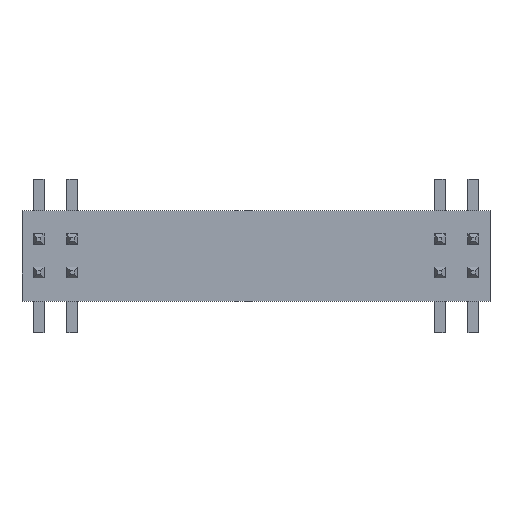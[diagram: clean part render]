
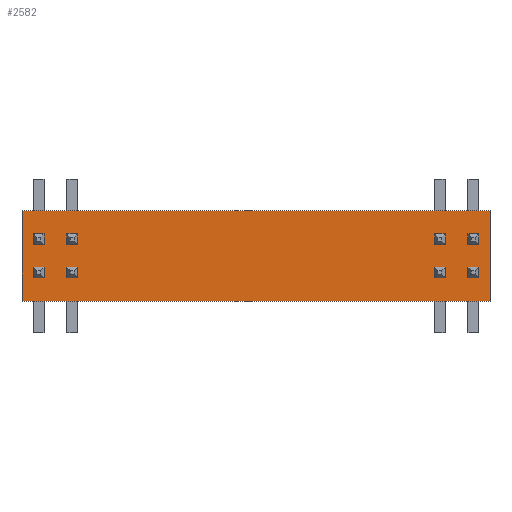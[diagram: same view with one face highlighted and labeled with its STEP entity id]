
A CAD part, top view. The second image highlights one B-rep face of the part: STEP entity #2582.
In plain terms, the highlighted planar face has unit normal (0, 0, 1).
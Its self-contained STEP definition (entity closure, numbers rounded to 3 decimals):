
#82=FACE_OUTER_BOUND($,#234,.T.);
#234=EDGE_LOOP($,(#1690,#1691,#1692,#1693));
#389=LINE($,#3679,#725);
#391=LINE($,#3683,#727);
#392=LINE($,#3685,#728);
#393=LINE($,#3686,#729);
#725=VECTOR($,#2950,17.78);
#727=VECTOR($,#2954,3.429);
#728=VECTOR($,#2955,17.78);
#729=VECTOR($,#2956,3.429);
#1062=VERTEX_POINT($,#3676);
#1063=VERTEX_POINT($,#3678);
#1064=VERTEX_POINT($,#3682);
#1065=VERTEX_POINT($,#3684);
#1307=EDGE_CURVE($,#1063,#1062,#389,.T.);
#1309=EDGE_CURVE($,#1062,#1064,#391,.T.);
#1310=EDGE_CURVE($,#1064,#1065,#392,.T.);
#1311=EDGE_CURVE($,#1065,#1063,#393,.T.);
#1690=ORIENTED_EDGE($,*,*,#1309,.T.);
#1691=ORIENTED_EDGE($,*,*,#1310,.T.);
#1692=ORIENTED_EDGE($,*,*,#1311,.T.);
#1693=ORIENTED_EDGE($,*,*,#1307,.T.);
#2442=PLANE($,#2745);
#2582=ADVANCED_FACE($,(#82),#2442,.T.);
#2745=AXIS2_PLACEMENT_3D($,#3681,#2952,#2953);
#2950=DIRECTION($,(-1.,0.,0.));
#2952=DIRECTION('center_axis',(0.,0.,1.));
#2953=DIRECTION('ref_axis',(0.,-1.,0.));
#2954=DIRECTION($,(0.,-1.,0.));
#2955=DIRECTION($,(1.,0.,0.));
#2956=DIRECTION($,(0.,1.,0.));
#3676=CARTESIAN_POINT('',(-8.89,1.715,1.27));
#3678=CARTESIAN_POINT('',(8.89,1.715,1.27));
#3679=CARTESIAN_POINT($,(8.89,1.715,1.27));
#3681=CARTESIAN_POINT('Origin',(0.,0.,1.27));
#3682=CARTESIAN_POINT('',(-8.89,-1.715,1.27));
#3683=CARTESIAN_POINT($,(-8.89,1.715,1.27));
#3684=CARTESIAN_POINT('',(8.89,-1.715,1.27));
#3685=CARTESIAN_POINT($,(-8.89,-1.715,1.27));
#3686=CARTESIAN_POINT($,(8.89,-1.715,1.27));
